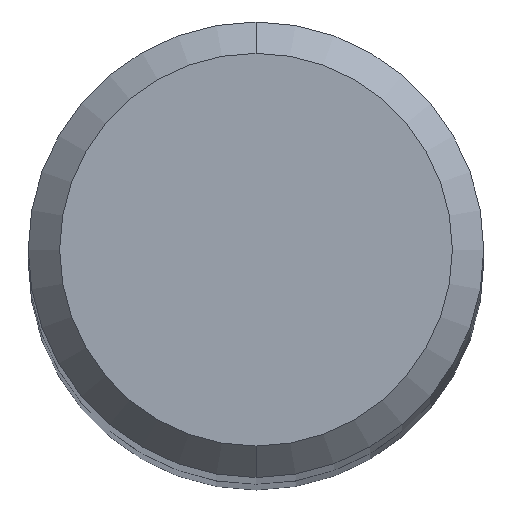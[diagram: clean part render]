
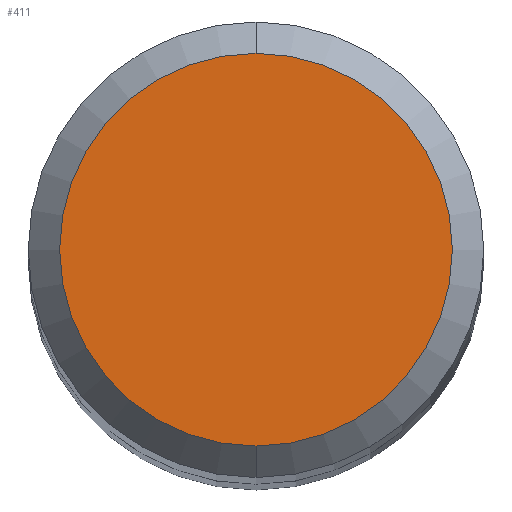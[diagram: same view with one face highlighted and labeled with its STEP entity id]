
A CAD part, top view. The second image highlights one B-rep face of the part: STEP entity #411.
In plain terms, the highlighted planar face has unit normal (0, 0, 1).
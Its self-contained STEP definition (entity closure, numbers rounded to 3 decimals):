
#321=VERTEX_POINT('',#610);
#325=EDGE_CURVE('',#321,#387,#614,.T.);
#355=EDGE_CURVE('',#387,#321,#650,.T.);
#387=VERTEX_POINT('',#683);
#411=ADVANCED_FACE('',(#710),#711,.T.);
#610=CARTESIAN_POINT('',(0.,-2.5,0.0));
#614=CIRCLE('',#1088,2.5);
#650=CIRCLE('',#1135,2.5);
#683=CARTESIAN_POINT('',(0.0,2.5,0.0));
#710=FACE_OUTER_BOUND('',#1303,.T.);
#711=PLANE('',#1304);
#1088=AXIS2_PLACEMENT_3D('',#1495,#1496,#1497);
#1135=AXIS2_PLACEMENT_3D('',#1554,#1555,#1556);
#1303=EDGE_LOOP('',(#1610,#1611));
#1304=AXIS2_PLACEMENT_3D('',#1612,#1613,#1614);
#1495=CARTESIAN_POINT('',(0.0,0.0,0.0));
#1496=DIRECTION('',(0.0,0.0,-1.0));
#1497=DIRECTION('',(0.0,1.0,0.0));
#1554=CARTESIAN_POINT('',(0.0,0.0,0.0));
#1555=DIRECTION('',(0.0,0.0,-1.0));
#1556=DIRECTION('',(0.0,1.0,0.0));
#1610=ORIENTED_EDGE('',*,*,#355,.F.);
#1611=ORIENTED_EDGE('',*,*,#325,.F.);
#1612=CARTESIAN_POINT('',(0.0,1.25,0.0));
#1613=DIRECTION('',(-0.0,0.0,1.0));
#1614=DIRECTION('',(0.0,-1.0,0.0));
